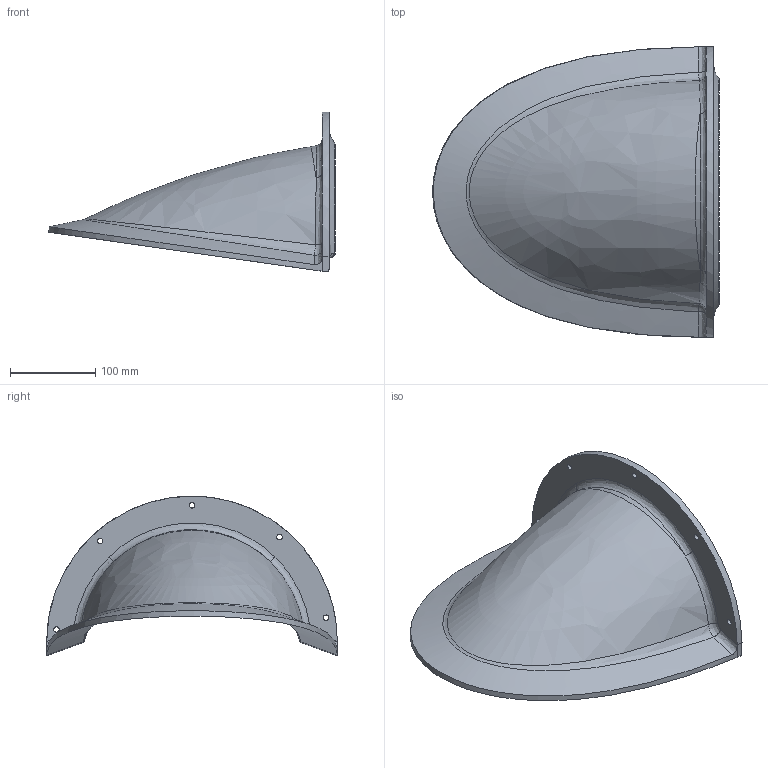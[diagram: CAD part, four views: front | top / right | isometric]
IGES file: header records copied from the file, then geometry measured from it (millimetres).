
Global section: file name: Ø250 long model SE130-170,; native system: Autodesk Inventor 2015; preprocessor: unknown; author: Elvira H.; date: 20151015.100454; units: millimetre
Bounding box: 335.71 x 340 x 186.88 mm (x, y, z)
Volume: 866933.1 mm3; surface area: 275413.5 mm2
Topology: 1 solids, 1 shells, 71 faces, 211 edges, 142 vertices
Faces by surface type: bspline 71
